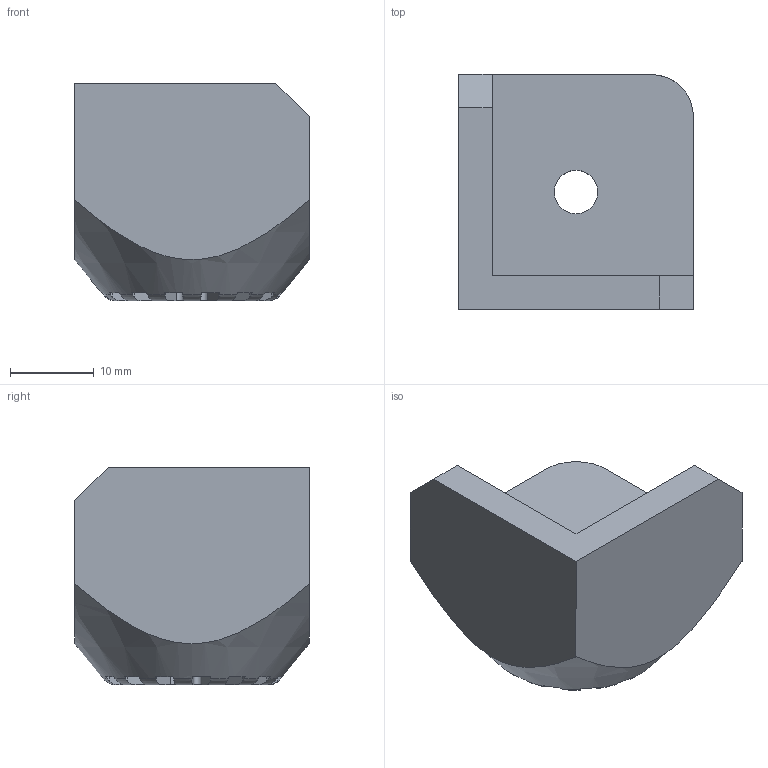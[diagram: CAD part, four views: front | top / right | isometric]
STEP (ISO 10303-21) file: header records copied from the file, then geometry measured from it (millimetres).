
FILE_DESCRIPTION(/* description */ (''),/* implementation_level */ '2;1');
FILE_NAME(/* name */ 'Bed Top Support.step',/* time_stamp */ '2018-04-04T12:02:15+02:00',/* author */ (''),/* organization */ (''),/* preprocessor_version */ 'ST-DEVELOPER v16.13',/* originating_system */ 'Autodesk Translation Framework v6.5.0.72',/* authorisation */ '');
FILE_SCHEMA (('AUTOMOTIVE_DESIGN { 1 0 10303 214 3 1 1 }'));
Length unit declared in the file: millimetre
Products named in the file (1): Bed Top Support
Bounding box: 28 x 28 x 26 mm (x, y, z)
Volume: 11018.8 mm3; surface area: 4144.3 mm2
Topology: 1 solids, 1 shells, 122 faces, 360 edges, 240 vertices
Faces by surface type: plane 89, cylinder 17, torus 15, cone 1
Full cylindrical faces by diameter (mm): 5.2 x1
Entity records: 4270 total; most frequent: CARTESIAN_POINT 1110, ORIENTED_EDGE 720, DIRECTION 592, EDGE_CURVE 360, VERTEX_POINT 240, AXIS2_PLACEMENT_3D 205, LINE 182, VECTOR 182
